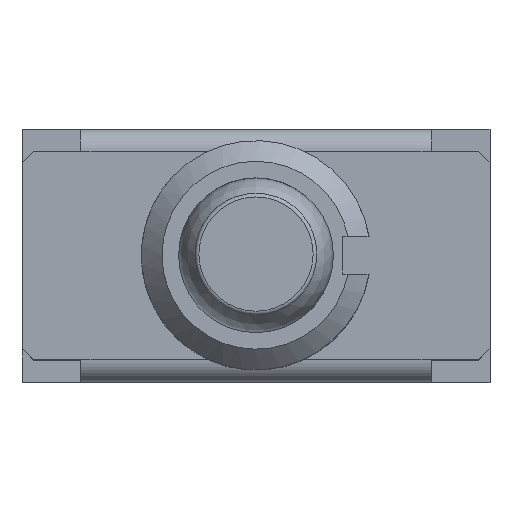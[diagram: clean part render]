
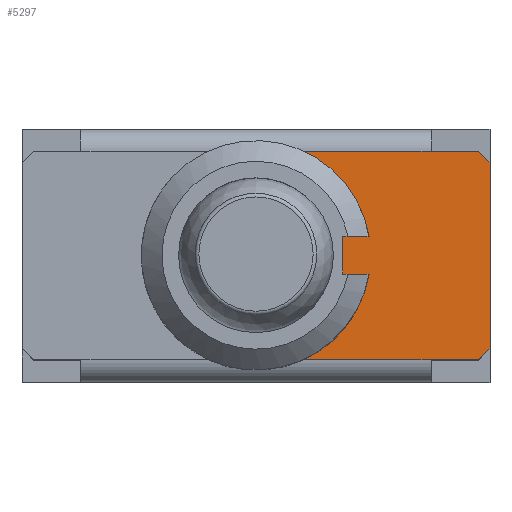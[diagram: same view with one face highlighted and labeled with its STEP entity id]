
A CAD part, top view. The second image highlights one B-rep face of the part: STEP entity #5297.
In plain terms, the highlighted planar face has unit normal (0, 0, 1).
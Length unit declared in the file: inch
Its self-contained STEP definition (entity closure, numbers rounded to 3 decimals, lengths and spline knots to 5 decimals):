
#269=FACE_OUTER_BOUND('',#596,.T.);
#596=EDGE_LOOP('',(#3539,#3540,#3541,#3542,#3543,#3544,#3545,#3546,#3547,
#3548,#3549,#3550));
#944=CIRCLE('',#5658,0.12244);
#946=CIRCLE('',#5660,0.12244);
#1051=LINE('',#7525,#1632);
#1055=LINE('',#7535,#1636);
#1057=LINE('',#7538,#1638);
#1065=LINE('',#7559,#1646);
#1066=LINE('',#7561,#1647);
#1067=LINE('',#7563,#1648);
#1068=LINE('',#7565,#1649);
#1069=LINE('',#7567,#1650);
#1070=LINE('',#7569,#1651);
#1071=LINE('',#7570,#1652);
#1632=VECTOR('',#6095,0.3937);
#1636=VECTOR('',#6105,0.3937);
#1638=VECTOR('',#6109,0.3937);
#1646=VECTOR('',#6129,0.3937);
#1647=VECTOR('',#6130,0.3937);
#1648=VECTOR('',#6131,0.3937);
#1649=VECTOR('',#6132,0.3937);
#1650=VECTOR('',#6133,0.3937);
#1651=VECTOR('',#6134,0.3937);
#1652=VECTOR('',#6135,0.3937);
#2206=VERTEX_POINT('',#7485);
#2208=VERTEX_POINT('',#7490);
#2219=VERTEX_POINT('',#7522);
#2220=VERTEX_POINT('',#7524);
#2222=VERTEX_POINT('',#7532);
#2223=VERTEX_POINT('',#7534);
#2230=VERTEX_POINT('',#7558);
#2231=VERTEX_POINT('',#7560);
#2232=VERTEX_POINT('',#7562);
#2233=VERTEX_POINT('',#7564);
#2234=VERTEX_POINT('',#7566);
#2235=VERTEX_POINT('',#7568);
#2711=EDGE_CURVE('',#2220,#2219,#1051,.T.);
#2716=EDGE_CURVE('',#2223,#2222,#1055,.T.);
#2718=EDGE_CURVE('',#2222,#2220,#1057,.T.);
#2719=EDGE_CURVE('',#2208,#2223,#944,.T.);
#2721=EDGE_CURVE('',#2219,#2206,#946,.T.);
#2729=EDGE_CURVE('',#2230,#2206,#1065,.T.);
#2730=EDGE_CURVE('',#2230,#2231,#1066,.T.);
#2731=EDGE_CURVE('',#2232,#2231,#1067,.T.);
#2732=EDGE_CURVE('',#2232,#2233,#1068,.T.);
#2733=EDGE_CURVE('',#2234,#2233,#1069,.T.);
#2734=EDGE_CURVE('',#2235,#2234,#1070,.T.);
#2735=EDGE_CURVE('',#2235,#2208,#1071,.T.);
#3539=ORIENTED_EDGE('',*,*,#2719,.T.);
#3540=ORIENTED_EDGE('',*,*,#2716,.T.);
#3541=ORIENTED_EDGE('',*,*,#2718,.T.);
#3542=ORIENTED_EDGE('',*,*,#2711,.T.);
#3543=ORIENTED_EDGE('',*,*,#2721,.T.);
#3544=ORIENTED_EDGE('',*,*,#2729,.F.);
#3545=ORIENTED_EDGE('',*,*,#2730,.T.);
#3546=ORIENTED_EDGE('',*,*,#2731,.F.);
#3547=ORIENTED_EDGE('',*,*,#2732,.T.);
#3548=ORIENTED_EDGE('',*,*,#2733,.F.);
#3549=ORIENTED_EDGE('',*,*,#2734,.F.);
#3550=ORIENTED_EDGE('',*,*,#2735,.T.);
#5075=PLANE('',#5662);
#5297=ADVANCED_FACE('',(#269),#5075,.T.);
#5658=AXIS2_PLACEMENT_3D('',#7540,#6112,#6113);
#5660=AXIS2_PLACEMENT_3D('',#7542,#6116,#6117);
#5662=AXIS2_PLACEMENT_3D('',#7557,#6127,#6128);
#6095=DIRECTION('',(1.,0.,0.));
#6105=DIRECTION('',(-1.,0.,0.));
#6109=DIRECTION('',(0.,-1.,0.));
#6112=DIRECTION('center_axis',(0.,0.,
-1.));
#6113=DIRECTION('ref_axis',(0.986,0.164,0.));
#6116=DIRECTION('center_axis',(0.,0.,
-1.));
#6117=DIRECTION('ref_axis',(0.986,0.164,0.));
#6127=DIRECTION('center_axis',(0.,0.,
1.));
#6128=DIRECTION('ref_axis',(0.,1.,0.));
#6129=DIRECTION('',(-1.,0.,0.));
#6130=DIRECTION('',(1.,0.,0.));
#6131=DIRECTION('',(-0.707,-0.707,0.));
#6132=DIRECTION('',(0.,1.,0.));
#6133=DIRECTION('',(0.707,-0.707,0.));
#6134=DIRECTION('',(1.,0.,0.));
#6135=DIRECTION('',(-1.,0.,0.));
#7485=CARTESIAN_POINT('',(0.05077,-0.11142,0.35));
#7490=CARTESIAN_POINT('',(0.05077,0.11142,0.35));
#7522=CARTESIAN_POINT('',(0.12078,-0.02008,0.35));
#7524=CARTESIAN_POINT('',(0.09283,-0.02008,0.35));
#7525=CARTESIAN_POINT('',(0.04642,-0.02008,0.35));
#7532=CARTESIAN_POINT('',(0.09283,0.02008,0.35));
#7534=CARTESIAN_POINT('',(0.12078,0.02008,0.35));
#7535=CARTESIAN_POINT('',(0.06039,0.02008,0.35));
#7538=CARTESIAN_POINT('',(0.09283,-0.04567,0.35));
#7540=CARTESIAN_POINT('Origin',(0.,0.,
0.35));
#7542=CARTESIAN_POINT('Origin',(0.,0.,
0.35));
#7557=CARTESIAN_POINT('Origin',(0.,-0.11142,
0.35));
#7558=CARTESIAN_POINT('',(0.18701,-0.11142,0.35));
#7559=CARTESIAN_POINT('',(0.,-0.11142,0.35));
#7560=CARTESIAN_POINT('',(0.23819,-0.11142,0.35));
#7561=CARTESIAN_POINT('',(0.18701,-0.11142,0.35));
#7562=CARTESIAN_POINT('',(0.25,-0.09961,0.35));
#7563=CARTESIAN_POINT('',(0.18159,-0.16801,0.35));
#7564=CARTESIAN_POINT('',(0.25,0.09961,0.35));
#7565=CARTESIAN_POINT('',(0.25,0.11142,0.35));
#7566=CARTESIAN_POINT('',(0.23819,0.11142,0.35));
#7567=CARTESIAN_POINT('',(0.2373,0.1123,0.35));
#7568=CARTESIAN_POINT('',(0.18701,0.11142,0.35));
#7569=CARTESIAN_POINT('',(0.18701,0.11142,0.35));
#7570=CARTESIAN_POINT('',(0.,0.11142,0.35));
